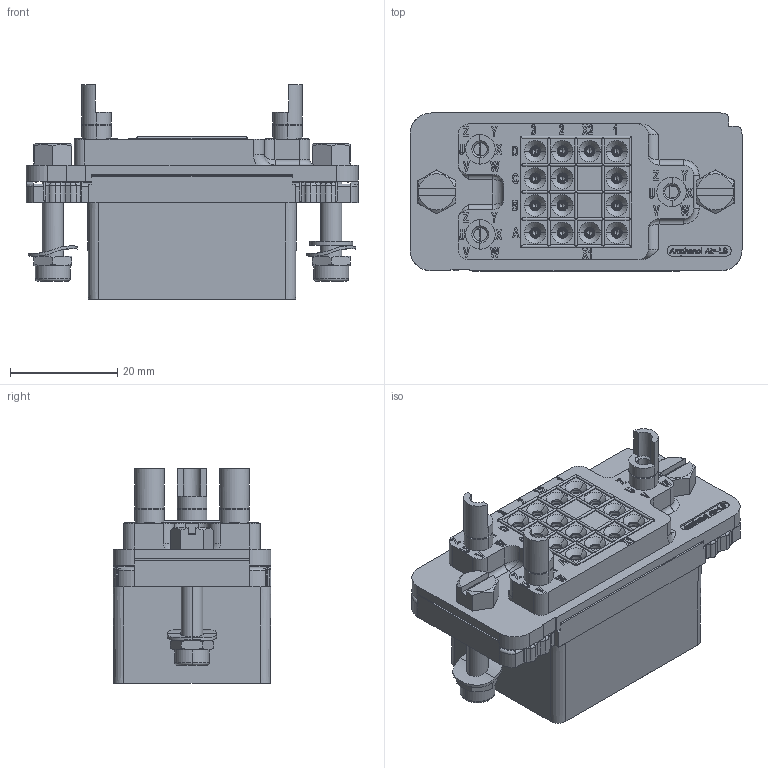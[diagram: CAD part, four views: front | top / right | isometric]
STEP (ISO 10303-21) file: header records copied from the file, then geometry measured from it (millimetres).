
FILE_DESCRIPTION((''),'2;1');
FILE_NAME('34108026000SRF','2020-02-11T',('presta_be4'),(''),'CREO PARAMETRIC BY PTC INC, 2018360','CREO PARAMETRIC BY PTC INC, 2018360','');
FILE_SCHEMA(('CONFIG_CONTROL_DESIGN'));
Products named in the file (1): 34108026000SRF
Bounding box: 62 x 29.5 x 40.15 mm (x, y, z)
Volume: 27703.7 mm3; surface area: 32792.8 mm2
Topology: 2 solids, 5 shells, 4311 faces, 11934 edges, 7761 vertices
Faces by surface type: plane 2739, cylinder 647, extrusion 457, cone 310, torus 142, bspline 12, sphere 4
Entity records: 151382 total; most frequent: CARTESIAN_POINT 42796, ORIENTED_EDGE 23812, DIRECTION 20404, EDGE_CURVE 11906, VECTOR 8544, LINE 8087, VERTEX_POINT 7761, AXIS2_PLACEMENT_3D 5930
